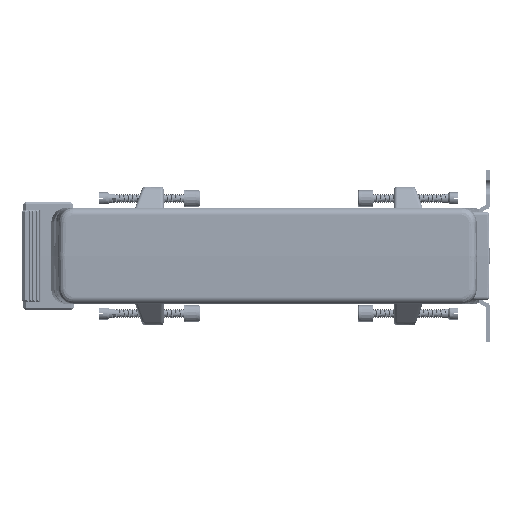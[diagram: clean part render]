
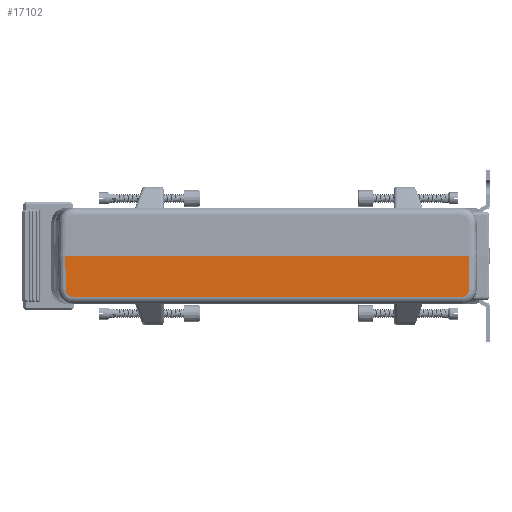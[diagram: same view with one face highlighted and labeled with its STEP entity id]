
A CAD part, left-side view. The second image highlights one B-rep face of the part: STEP entity #17102.
In plain terms, the highlighted face is planar.
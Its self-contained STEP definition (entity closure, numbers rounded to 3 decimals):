
#1533 = DIRECTION ( 'NONE',  ( 0., 1., 0. ) ) ;
#1535 = VECTOR ( 'NONE', #1533, 1000. ) ;
#1542 = LINE ( 'NONE', #1543, #1535 ) ;
#1543 = CARTESIAN_POINT ( 'NONE',  ( 79.5, -82.21, 0. ) ) ;
#2378 = CARTESIAN_POINT ( 'NONE',  ( 79.5, -79.579, 0. ) ) ;
#2379 = CARTESIAN_POINT ( 'NONE',  ( 79.5, 89.079, 0. ) ) ;
#6726 = CARTESIAN_POINT ( 'NONE',  ( 79.202, -76.344, 17.052 ) ) ;
#6783 = CARTESIAN_POINT ( 'NONE',  ( 79.254, 88.862, 14.105 ) ) ;
#6838 = CARTESIAN_POINT ( 'NONE',  ( 79.202, -82.21, 17.052 ) ) ;
#6839 = LINE ( 'NONE', #6838, #6879 ) ;
#6849 = B_SPLINE_CURVE_WITH_KNOTS ( 'NONE', 3,
 ( #6855, #6854, #6853, #6852, #6851, #6902, #6901, #6900, #6899, #6898, #6897, #6896, #6895, #6894, #6893, #6892 ),
 .UNSPECIFIED., .F., .F.,
 ( 4, 2, 2, 2, 2, 2, 2, 4 ),
 ( 0., 0.001, 0.001, 0.002, 0.002, 0.003, 0.003, 0.005 ),
 .UNSPECIFIED. ) ;
#6850 = AXIS2_PLACEMENT_3D ( 'NONE', #6906, #6891, #6890 ) ;
#6851 = CARTESIAN_POINT ( 'NONE',  ( 79.205, -77.304, 16.904 ) ) ;
#6852 = CARTESIAN_POINT ( 'NONE',  ( 79.204, -77.115, 16.96 ) ) ;
#6853 = CARTESIAN_POINT ( 'NONE',  ( 79.203, -76.734, 17.034 ) ) ;
#6854 = CARTESIAN_POINT ( 'NONE',  ( 79.202, -76.541, 17.052 ) ) ;
#6855 = CARTESIAN_POINT ( 'NONE',  ( 79.202, -76.344, 17.052 ) ) ;
#6856 = FACE_OUTER_BOUND ( 'NONE', #17005, .T. ) ;
#6857 = CARTESIAN_POINT ( 'NONE',  ( 79.254, -79.362, 14.105 ) ) ;
#6858 = PLANE ( 'NONE',  #6850 ) ;
#6878 = DIRECTION ( 'NONE',  ( 0., -1., 0. ) ) ;
#6879 = VECTOR ( 'NONE', #6878, 1000. ) ;
#6880 = B_SPLINE_CURVE_WITH_KNOTS ( 'NONE', 3,
 ( #6941, #6940, #6939, #6938 ),
 .UNSPECIFIED., .F., .F.,
 ( 4, 4 ),
 ( 0., 0.014 ),
 .UNSPECIFIED. ) ;
#6882 = CARTESIAN_POINT ( 'NONE',  ( 79.5, -79.579, 0. ) ) ;
#6883 = CARTESIAN_POINT ( 'NONE',  ( 79.418, -79.507, 4.702 ) ) ;
#6884 = CARTESIAN_POINT ( 'NONE',  ( 79.336, -79.434, 9.403 ) ) ;
#6885 = CARTESIAN_POINT ( 'NONE',  ( 79.254, -79.362, 14.105 ) ) ;
#6886 = CARTESIAN_POINT ( 'NONE',  ( 79.202, 85.844, 17.052 ) ) ;
#6887 = B_SPLINE_CURVE_WITH_KNOTS ( 'NONE', 3,
 ( #6885, #6884, #6883, #6882 ),
 .UNSPECIFIED., .F., .F.,
 ( 4, 4 ),
 ( 0., 0.014 ),
 .UNSPECIFIED. ) ;
#6890 = DIRECTION ( 'NONE',  ( 0.017, 0., -1. ) ) ;
#6891 = DIRECTION ( 'NONE',  ( 1., 0., 0.017 ) ) ;
#6892 = CARTESIAN_POINT ( 'NONE',  ( 79.254, -79.362, 14.105 ) ) ;
#6893 = CARTESIAN_POINT ( 'NONE',  ( 79.247, -79.356, 14.498 ) ) ;
#6894 = CARTESIAN_POINT ( 'NONE',  ( 79.24, -79.271, 14.887 ) ) ;
#6895 = CARTESIAN_POINT ( 'NONE',  ( 79.231, -79.04, 15.42 ) ) ;
#6896 = CARTESIAN_POINT ( 'NONE',  ( 79.228, -78.944, 15.593 ) ) ;
#6897 = CARTESIAN_POINT ( 'NONE',  ( 79.222, -78.722, 15.914 ) ) ;
#6898 = CARTESIAN_POINT ( 'NONE',  ( 79.22, -78.597, 16.062 ) ) ;
#6899 = CARTESIAN_POINT ( 'NONE',  ( 79.215, -78.318, 16.333 ) ) ;
#6900 = CARTESIAN_POINT ( 'NONE',  ( 79.213, -78.163, 16.456 ) ) ;
#6901 = CARTESIAN_POINT ( 'NONE',  ( 79.209, -77.838, 16.668 ) ) ;
#6902 = CARTESIAN_POINT ( 'NONE',  ( 79.207, -77.666, 16.758 ) ) ;
#6906 = CARTESIAN_POINT ( 'NONE',  ( 79.5, -82.21, 0. ) ) ;
#6916 = CARTESIAN_POINT ( 'NONE',  ( 79.202, 85.844, 17.052 ) ) ;
#6918 = CARTESIAN_POINT ( 'NONE',  ( 79.202, 86.238, 17.052 ) ) ;
#6920 = CARTESIAN_POINT ( 'NONE',  ( 79.204, 86.628, 16.975 ) ) ;
#6921 = CARTESIAN_POINT ( 'NONE',  ( 79.208, 87.167, 16.757 ) ) ;
#6922 = CARTESIAN_POINT ( 'NONE',  ( 79.209, 87.341, 16.666 ) ) ;
#6923 = CARTESIAN_POINT ( 'NONE',  ( 79.213, 87.669, 16.452 ) ) ;
#6924 = CARTESIAN_POINT ( 'NONE',  ( 79.215, 87.82, 16.331 ) ) ;
#6925 = CARTESIAN_POINT ( 'NONE',  ( 79.22, 88.098, 16.06 ) ) ;
#6926 = CARTESIAN_POINT ( 'NONE',  ( 79.222, 88.226, 15.909 ) ) ;
#6927 = CARTESIAN_POINT ( 'NONE',  ( 79.228, 88.447, 15.589 ) ) ;
#6928 = CARTESIAN_POINT ( 'NONE',  ( 79.231, 88.541, 15.419 ) ) ;
#6929 = CARTESIAN_POINT ( 'NONE',  ( 79.237, 88.695, 15.061 ) ) ;
#6930 = CARTESIAN_POINT ( 'NONE',  ( 79.24, 88.756, 14.873 ) ) ;
#6931 = CARTESIAN_POINT ( 'NONE',  ( 79.247, 88.837, 14.494 ) ) ;
#6934 = CARTESIAN_POINT ( 'NONE',  ( 79.25, 88.859, 14.301 ) ) ;
#6935 = CARTESIAN_POINT ( 'NONE',  ( 79.254, 88.862, 14.105 ) ) ;
#6936 = B_SPLINE_CURVE_WITH_KNOTS ( 'NONE', 3,
 ( #6935, #6934, #6931, #6930, #6929, #6928, #6927, #6926, #6925, #6924, #6923, #6922, #6921, #6920, #6918, #6916 ),
 .UNSPECIFIED., .F., .F.,
 ( 4, 2, 2, 2, 2, 2, 2, 4 ),
 ( 0., 0.001, 0.001, 0.002, 0.002, 0.003, 0.003, 0.005 ),
 .UNSPECIFIED. ) ;
#6938 = CARTESIAN_POINT ( 'NONE',  ( 79.254, 88.862, 14.105 ) ) ;
#6939 = CARTESIAN_POINT ( 'NONE',  ( 79.336, 88.934, 9.403 ) ) ;
#6940 = CARTESIAN_POINT ( 'NONE',  ( 79.418, 89.007, 4.702 ) ) ;
#6941 = CARTESIAN_POINT ( 'NONE',  ( 79.5, 89.079, 0. ) ) ;
#13982 = EDGE_CURVE ( 'NONE', #14429, #14426, #1542, .T. ) ;
#14426 = VERTEX_POINT ( 'NONE', #2379 ) ;
#14429 = VERTEX_POINT ( 'NONE', #2378 ) ;
#16991 = VERTEX_POINT ( 'NONE', #6726 ) ;
#17005 = EDGE_LOOP ( 'NONE', ( #17106, #17105, #17018, #17117, #17110, #17089 ) ) ;
#17018 = ORIENTED_EDGE ( 'NONE', *, *, #13982, .T. ) ;
#17029 = VERTEX_POINT ( 'NONE', #6783 ) ;
#17087 = EDGE_CURVE ( 'NONE', #17113, #16991, #6839, .T. ) ;
#17089 = ORIENTED_EDGE ( 'NONE', *, *, #17087, .T. ) ;
#17098 = EDGE_CURVE ( 'NONE', #16991, #17104, #6849, .T. ) ;
#17102 = ADVANCED_FACE ( 'NONE', ( #6856 ), #6858, .T. ) ;
#17104 = VERTEX_POINT ( 'NONE', #6857 ) ;
#17105 = ORIENTED_EDGE ( 'NONE', *, *, #17107, .T. ) ;
#17106 = ORIENTED_EDGE ( 'NONE', *, *, #17098, .T. ) ;
#17107 = EDGE_CURVE ( 'NONE', #17104, #14429, #6887, .T. ) ;
#17110 = ORIENTED_EDGE ( 'NONE', *, *, #17118, .T. ) ;
#17113 = VERTEX_POINT ( 'NONE', #6886 ) ;
#17115 = EDGE_CURVE ( 'NONE', #14426, #17029, #6880, .T. ) ;
#17117 = ORIENTED_EDGE ( 'NONE', *, *, #17115, .T. ) ;
#17118 = EDGE_CURVE ( 'NONE', #17029, #17113, #6936, .T. ) ;
